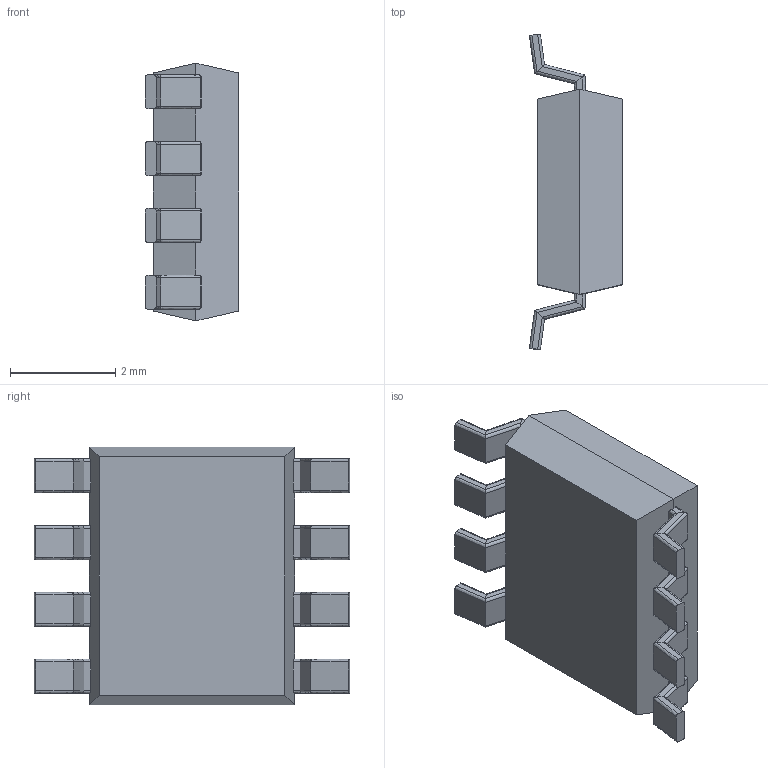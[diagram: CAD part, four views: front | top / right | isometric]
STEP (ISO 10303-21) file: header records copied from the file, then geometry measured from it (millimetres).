
FILE_DESCRIPTION (( 'STEP AP214' ), '1' );
FILE_NAME ('ACS712.STEP', '2022-10-11T21:53:13', ( '' ), ( '' ), 'SwSTEP 2.0', 'SolidWorks 2021', '' );
FILE_SCHEMA (( 'AUTOMOTIVE_DESIGN' ));
Length unit declared in the file: millimetre
Products named in the file (1): ACS712
Bounding box: 1.77 x 6 x 4.9 mm (x, y, z)
Volume: 30.1 mm3; surface area: 81.6 mm2
Topology: 1 solids, 1 shells, 282 faces, 687 edges, 413 vertices
Faces by surface type: plane 154, bspline 126, torus 2
Entity records: 14084 total; most frequent: CARTESIAN_POINT 5299, ORIENTED_EDGE 1370, DIRECTION 879, EDGE_CURVE 685, VECTOR 493, LINE 493, VERTEX_POINT 413, EDGE_LOOP 290
